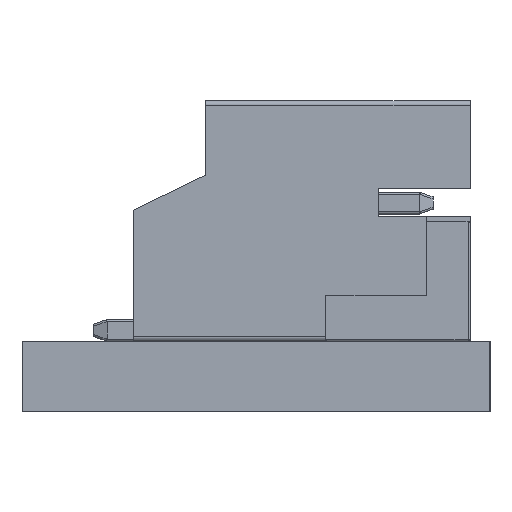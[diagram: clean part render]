
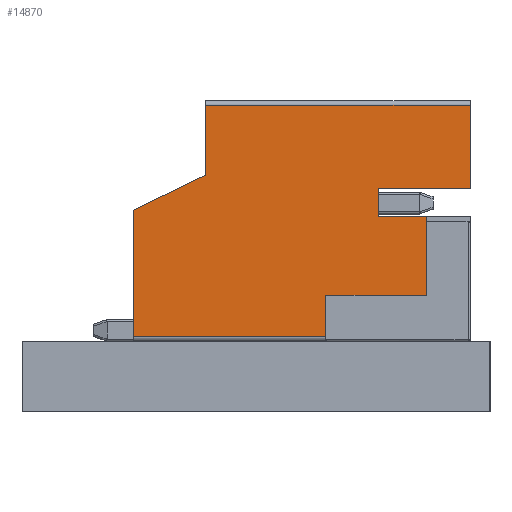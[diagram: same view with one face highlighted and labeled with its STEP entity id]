
A CAD part, left-side view. The second image highlights one B-rep face of the part: STEP entity #14870.
In plain terms, the highlighted planar face has unit normal (-1, 0, 0).
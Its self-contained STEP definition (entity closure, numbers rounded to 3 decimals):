
#14589 = VERTEX_POINT('',#14590);
#14590 = CARTESIAN_POINT('',(-10.,1.689,3.8));
#14596 = EDGE_CURVE('',#14597,#14589,#14599,.T.);
#14597 = VERTEX_POINT('',#14598);
#14598 = CARTESIAN_POINT('',(-10.,1.689,5.4));
#14599 = LINE('',#14600,#14601);
#14600 = CARTESIAN_POINT('',(-10.,1.689,5.5));
#14601 = VECTOR('',#14602,1.);
#14602 = DIRECTION('',(-0.,-0.,-1.));
#14870 = ADVANCED_FACE('',(#14871),#14960,.F.);
#14871 = FACE_BOUND('',#14872,.T.);
#14872 = EDGE_LOOP('',(#14873,#14883,#14891,#14899,#14907,#14915,#14923,
    #14931,#14939,#14947,#14953,#14954));
#14873 = ORIENTED_EDGE('',*,*,#14874,.F.);
#14874 = EDGE_CURVE('',#14875,#14877,#14879,.T.);
#14875 = VERTEX_POINT('',#14876);
#14876 = CARTESIAN_POINT('',(-10.,3.339,0.1));
#14877 = VERTEX_POINT('',#14878);
#14878 = CARTESIAN_POINT('',(-10.,3.339,3.));
#14879 = LINE('',#14880,#14881);
#14880 = CARTESIAN_POINT('',(-10.,3.339,0.));
#14881 = VECTOR('',#14882,1.);
#14882 = DIRECTION('',(0.,0.,1.));
#14883 = ORIENTED_EDGE('',*,*,#14884,.T.);
#14884 = EDGE_CURVE('',#14875,#14885,#14887,.T.);
#14885 = VERTEX_POINT('',#14886);
#14886 = CARTESIAN_POINT('',(-10.,-1.061,0.1));
#14887 = LINE('',#14888,#14889);
#14888 = CARTESIAN_POINT('',(-10.,1.689,0.1));
#14889 = VECTOR('',#14890,1.);
#14890 = DIRECTION('',(0.,-1.,0.));
#14891 = ORIENTED_EDGE('',*,*,#14892,.F.);
#14892 = EDGE_CURVE('',#14893,#14885,#14895,.T.);
#14893 = VERTEX_POINT('',#14894);
#14894 = CARTESIAN_POINT('',(-10.,-1.061,1.05));
#14895 = LINE('',#14896,#14897);
#14896 = CARTESIAN_POINT('',(-10.,-1.061,0.));
#14897 = VECTOR('',#14898,1.);
#14898 = DIRECTION('',(-0.,-0.,-1.));
#14899 = ORIENTED_EDGE('',*,*,#14900,.T.);
#14900 = EDGE_CURVE('',#14893,#14901,#14903,.T.);
#14901 = VERTEX_POINT('',#14902);
#14902 = CARTESIAN_POINT('',(-10.,-3.361,1.05));
#14903 = LINE('',#14904,#14905);
#14904 = CARTESIAN_POINT('',(-10.,-1.061,1.05));
#14905 = VECTOR('',#14906,1.);
#14906 = DIRECTION('',(-0.,-1.,-0.));
#14907 = ORIENTED_EDGE('',*,*,#14908,.F.);
#14908 = EDGE_CURVE('',#14909,#14901,#14911,.T.);
#14909 = VERTEX_POINT('',#14910);
#14910 = CARTESIAN_POINT('',(-10.,-3.361,2.85));
#14911 = LINE('',#14912,#14913);
#14912 = CARTESIAN_POINT('',(-10.,-3.361,2.85));
#14913 = VECTOR('',#14914,1.);
#14914 = DIRECTION('',(0.,0.,-1.));
#14915 = ORIENTED_EDGE('',*,*,#14916,.T.);
#14916 = EDGE_CURVE('',#14909,#14917,#14919,.T.);
#14917 = VERTEX_POINT('',#14918);
#14918 = CARTESIAN_POINT('',(-10.,-2.261,2.85));
#14919 = LINE('',#14920,#14921);
#14920 = CARTESIAN_POINT('',(-10.,-2.261,2.85));
#14921 = VECTOR('',#14922,1.);
#14922 = DIRECTION('',(0.,1.,0.));
#14923 = ORIENTED_EDGE('',*,*,#14924,.T.);
#14924 = EDGE_CURVE('',#14917,#14925,#14927,.T.);
#14925 = VERTEX_POINT('',#14926);
#14926 = CARTESIAN_POINT('',(-10.,-2.261,3.5));
#14927 = LINE('',#14928,#14929);
#14928 = CARTESIAN_POINT('',(-10.,-2.261,3.5));
#14929 = VECTOR('',#14930,1.);
#14930 = DIRECTION('',(0.,0.,1.));
#14931 = ORIENTED_EDGE('',*,*,#14932,.T.);
#14932 = EDGE_CURVE('',#14925,#14933,#14935,.T.);
#14933 = VERTEX_POINT('',#14934);
#14934 = CARTESIAN_POINT('',(-10.,-4.361,3.5));
#14935 = LINE('',#14936,#14937);
#14936 = CARTESIAN_POINT('',(-10.,-2.261,3.5));
#14937 = VECTOR('',#14938,1.);
#14938 = DIRECTION('',(0.,-1.,0.));
#14939 = ORIENTED_EDGE('',*,*,#14940,.F.);
#14940 = EDGE_CURVE('',#14941,#14933,#14943,.T.);
#14941 = VERTEX_POINT('',#14942);
#14942 = CARTESIAN_POINT('',(-10.,-4.361,5.4));
#14943 = LINE('',#14944,#14945);
#14944 = CARTESIAN_POINT('',(-10.,-4.361,5.5));
#14945 = VECTOR('',#14946,1.);
#14946 = DIRECTION('',(-0.,-0.,-1.));
#14947 = ORIENTED_EDGE('',*,*,#14948,.T.);
#14948 = EDGE_CURVE('',#14941,#14597,#14949,.T.);
#14949 = LINE('',#14950,#14951);
#14950 = CARTESIAN_POINT('',(-10.,1.689,5.4));
#14951 = VECTOR('',#14952,1.);
#14952 = DIRECTION('',(0.,1.,0.));
#14953 = ORIENTED_EDGE('',*,*,#14596,.T.);
#14954 = ORIENTED_EDGE('',*,*,#14955,.F.);
#14955 = EDGE_CURVE('',#14877,#14589,#14956,.T.);
#14956 = LINE('',#14957,#14958);
#14957 = CARTESIAN_POINT('',(-10.,3.339,3.));
#14958 = VECTOR('',#14959,1.);
#14959 = DIRECTION('',(0.,-0.9,0.436));
#14960 = PLANE('',#14961);
#14961 = AXIS2_PLACEMENT_3D('',#14962,#14963,#14964);
#14962 = CARTESIAN_POINT('',(-10.,1.689,5.5));
#14963 = DIRECTION('',(1.,0.,0.));
#14964 = DIRECTION('',(0.,0.,-1.));
